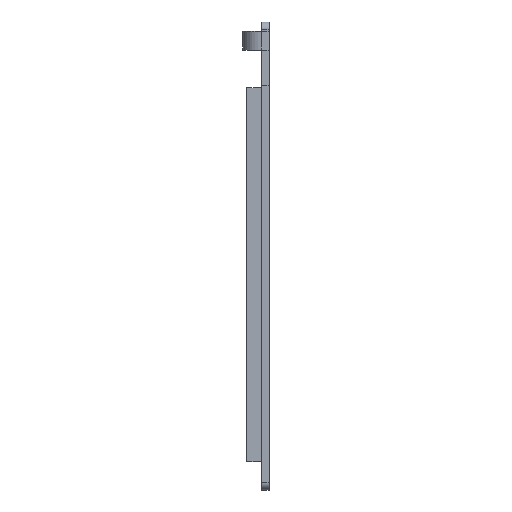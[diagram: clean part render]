
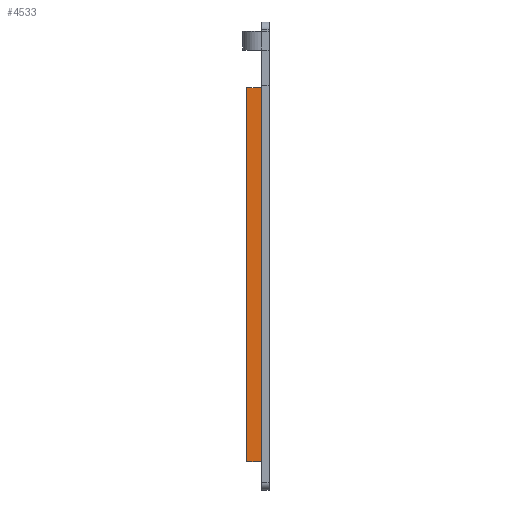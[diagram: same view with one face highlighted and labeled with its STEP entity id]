
A CAD part, left-side view. The second image highlights one B-rep face of the part: STEP entity #4533.
In plain terms, the highlighted planar face has unit normal (-1, 0, 0).
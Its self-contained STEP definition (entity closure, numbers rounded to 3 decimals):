
#132 = PLANE('',#133);
#133 = AXIS2_PLACEMENT_3D('',#134,#135,#136);
#134 = CARTESIAN_POINT('',(-1.505,0.,
    3.216));
#135 = DIRECTION('',(0.,1.,0.));
#136 = DIRECTION('',(0.,0.,1.));
#1731 = VERTEX_POINT('',#1732);
#1732 = CARTESIAN_POINT('',(-22.5,0.,50.));
#1746 = PLANE('',#1747);
#1747 = AXIS2_PLACEMENT_3D('',#1748,#1749,#1750);
#1748 = CARTESIAN_POINT('',(-20.,0.,50.));
#1749 = DIRECTION('',(0.,0.,1.));
#1750 = DIRECTION('',(-1.,-0.,0.));
#1758 = EDGE_CURVE('',#1731,#1759,#1761,.T.);
#1759 = VERTEX_POINT('',#1760);
#1760 = CARTESIAN_POINT('',(-22.5,0.,-50.));
#1761 = SURFACE_CURVE('',#1762,(#1766,#1773),.PCURVE_S1.);
#1762 = LINE('',#1763,#1764);
#1763 = CARTESIAN_POINT('',(-22.5,0.,50.));
#1764 = VECTOR('',#1765,1.);
#1765 = DIRECTION('',(0.,0.,-1.));
#1766 = PCURVE('',#132,#1767);
#1767 = DEFINITIONAL_REPRESENTATION('',(#1768),#1772);
#1768 = LINE('',#1769,#1770);
#1769 = CARTESIAN_POINT('',(46.784,-20.995));
#1770 = VECTOR('',#1771,1.);
#1771 = DIRECTION('',(-1.,-0.));
#1772 = ( GEOMETRIC_REPRESENTATION_CONTEXT(2) 
PARAMETRIC_REPRESENTATION_CONTEXT() REPRESENTATION_CONTEXT('2D SPACE',''
  ) );
#1773 = PCURVE('',#1774,#1779);
#1774 = PLANE('',#1775);
#1775 = AXIS2_PLACEMENT_3D('',#1776,#1777,#1778);
#1776 = CARTESIAN_POINT('',(-22.5,0.,50.));
#1777 = DIRECTION('',(-1.,0.,0.));
#1778 = DIRECTION('',(0.,0.,-1.));
#1779 = DEFINITIONAL_REPRESENTATION('',(#1780),#1784);
#1780 = LINE('',#1781,#1782);
#1781 = CARTESIAN_POINT('',(0.,0.));
#1782 = VECTOR('',#1783,1.);
#1783 = DIRECTION('',(1.,0.));
#1784 = ( GEOMETRIC_REPRESENTATION_CONTEXT(2) 
PARAMETRIC_REPRESENTATION_CONTEXT() REPRESENTATION_CONTEXT('2D SPACE',''
  ) );
#1800 = PLANE('',#1801);
#1801 = AXIS2_PLACEMENT_3D('',#1802,#1803,#1804);
#1802 = CARTESIAN_POINT('',(-22.5,0.,-50.));
#1803 = DIRECTION('',(0.,0.,-1.));
#1804 = DIRECTION('',(1.,0.,0.));
#4451 = PLANE('',#4452);
#4452 = AXIS2_PLACEMENT_3D('',#4453,#4454,#4455);
#4453 = CARTESIAN_POINT('',(-21.25,4.,0.));
#4454 = DIRECTION('',(-0.,-1.,0.));
#4455 = DIRECTION('',(0.,0.,-1.));
#4488 = EDGE_CURVE('',#1759,#4489,#4491,.T.);
#4489 = VERTEX_POINT('',#4490);
#4490 = CARTESIAN_POINT('',(-22.5,4.,-50.));
#4491 = SURFACE_CURVE('',#4492,(#4496,#4503),.PCURVE_S1.);
#4492 = LINE('',#4493,#4494);
#4493 = CARTESIAN_POINT('',(-22.5,0.,-50.));
#4494 = VECTOR('',#4495,1.);
#4495 = DIRECTION('',(0.,1.,0.));
#4496 = PCURVE('',#1800,#4497);
#4497 = DEFINITIONAL_REPRESENTATION('',(#4498),#4502);
#4498 = LINE('',#4499,#4500);
#4499 = CARTESIAN_POINT('',(0.,0.));
#4500 = VECTOR('',#4501,1.);
#4501 = DIRECTION('',(0.,-1.));
#4502 = ( GEOMETRIC_REPRESENTATION_CONTEXT(2) 
PARAMETRIC_REPRESENTATION_CONTEXT() REPRESENTATION_CONTEXT('2D SPACE',''
  ) );
#4503 = PCURVE('',#1774,#4504);
#4504 = DEFINITIONAL_REPRESENTATION('',(#4505),#4509);
#4505 = LINE('',#4506,#4507);
#4506 = CARTESIAN_POINT('',(100.,0.));
#4507 = VECTOR('',#4508,1.);
#4508 = DIRECTION('',(0.,-1.));
#4509 = ( GEOMETRIC_REPRESENTATION_CONTEXT(2) 
PARAMETRIC_REPRESENTATION_CONTEXT() REPRESENTATION_CONTEXT('2D SPACE',''
  ) );
#4533 = ADVANCED_FACE('',(#4534),#1774,.T.);
#4534 = FACE_BOUND('',#4535,.T.);
#4535 = EDGE_LOOP('',(#4536,#4559,#4580,#4581));
#4536 = ORIENTED_EDGE('',*,*,#4537,.T.);
#4537 = EDGE_CURVE('',#1731,#4538,#4540,.T.);
#4538 = VERTEX_POINT('',#4539);
#4539 = CARTESIAN_POINT('',(-22.5,4.,50.));
#4540 = SURFACE_CURVE('',#4541,(#4545,#4552),.PCURVE_S1.);
#4541 = LINE('',#4542,#4543);
#4542 = CARTESIAN_POINT('',(-22.5,0.,50.));
#4543 = VECTOR('',#4544,1.);
#4544 = DIRECTION('',(0.,1.,0.));
#4545 = PCURVE('',#1774,#4546);
#4546 = DEFINITIONAL_REPRESENTATION('',(#4547),#4551);
#4547 = LINE('',#4548,#4549);
#4548 = CARTESIAN_POINT('',(0.,0.));
#4549 = VECTOR('',#4550,1.);
#4550 = DIRECTION('',(0.,-1.));
#4551 = ( GEOMETRIC_REPRESENTATION_CONTEXT(2) 
PARAMETRIC_REPRESENTATION_CONTEXT() REPRESENTATION_CONTEXT('2D SPACE',''
  ) );
#4552 = PCURVE('',#1746,#4553);
#4553 = DEFINITIONAL_REPRESENTATION('',(#4554),#4558);
#4554 = LINE('',#4555,#4556);
#4555 = CARTESIAN_POINT('',(2.5,0.));
#4556 = VECTOR('',#4557,1.);
#4557 = DIRECTION('',(0.,-1.));
#4558 = ( GEOMETRIC_REPRESENTATION_CONTEXT(2) 
PARAMETRIC_REPRESENTATION_CONTEXT() REPRESENTATION_CONTEXT('2D SPACE',''
  ) );
#4559 = ORIENTED_EDGE('',*,*,#4560,.T.);
#4560 = EDGE_CURVE('',#4538,#4489,#4561,.T.);
#4561 = SURFACE_CURVE('',#4562,(#4566,#4573),.PCURVE_S1.);
#4562 = LINE('',#4563,#4564);
#4563 = CARTESIAN_POINT('',(-22.5,4.,50.));
#4564 = VECTOR('',#4565,1.);
#4565 = DIRECTION('',(0.,0.,-1.));
#4566 = PCURVE('',#1774,#4567);
#4567 = DEFINITIONAL_REPRESENTATION('',(#4568),#4572);
#4568 = LINE('',#4569,#4570);
#4569 = CARTESIAN_POINT('',(0.,-4.));
#4570 = VECTOR('',#4571,1.);
#4571 = DIRECTION('',(1.,0.));
#4572 = ( GEOMETRIC_REPRESENTATION_CONTEXT(2) 
PARAMETRIC_REPRESENTATION_CONTEXT() REPRESENTATION_CONTEXT('2D SPACE',''
  ) );
#4573 = PCURVE('',#4451,#4574);
#4574 = DEFINITIONAL_REPRESENTATION('',(#4575),#4579);
#4575 = LINE('',#4576,#4577);
#4576 = CARTESIAN_POINT('',(-50.,-1.25));
#4577 = VECTOR('',#4578,1.);
#4578 = DIRECTION('',(1.,0.));
#4579 = ( GEOMETRIC_REPRESENTATION_CONTEXT(2) 
PARAMETRIC_REPRESENTATION_CONTEXT() REPRESENTATION_CONTEXT('2D SPACE',''
  ) );
#4580 = ORIENTED_EDGE('',*,*,#4488,.F.);
#4581 = ORIENTED_EDGE('',*,*,#1758,.F.);
